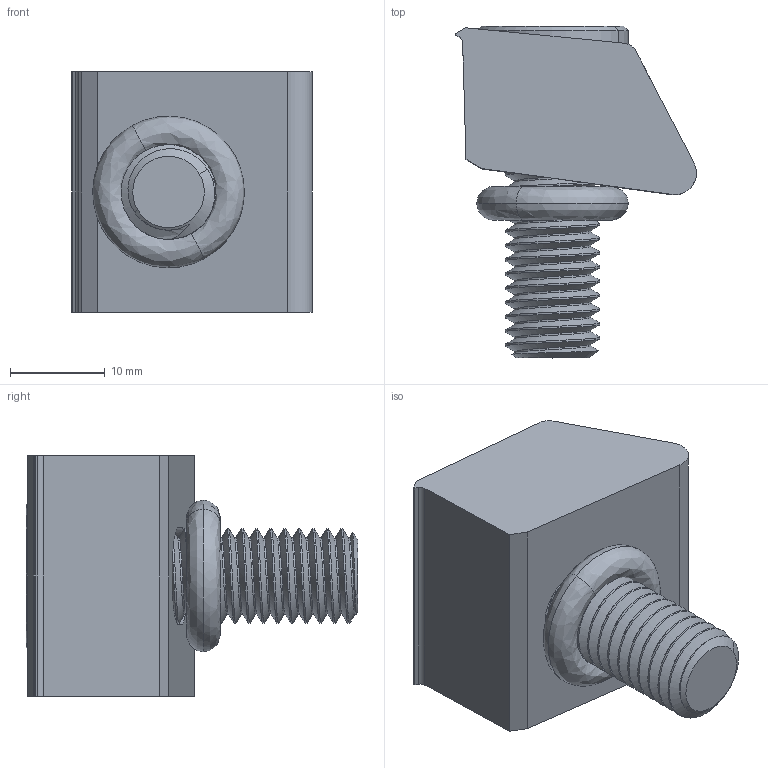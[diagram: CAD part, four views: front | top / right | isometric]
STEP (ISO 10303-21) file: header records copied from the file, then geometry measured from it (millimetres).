
FILE_DESCRIPTION (( 'STEP AP203' ), '1' );
FILE_NAME ('MiteeBite-56070.STEP', '2016-06-23T18:17:00', ( 'tkrafton' ), ( 'Microsoft' ), 'SwSTEP 2.0', 'SolidWorks 2016', '' );
FILE_SCHEMA (( 'CONFIG_CONTROL_DESIGN' ));
Length unit declared in the file: inch
Products named in the file (4): m10_91290A520; MiteeBite-56070; SW3dPS-56070_26070; SW3dPS-56070_oring
Assembly tree (3 placements, depth 2):
  MiteeBite-56070
    SW3dPS-56070_26070
    SW3dPS-56070_oring
    m10_91290A520
Bounding box: 25.4 x 35 x 25.4 mm (x, y, z)
Volume: 9023.1 mm3; surface area: 5661.6 mm2
Topology: 3 solids, 3 shells, 125 faces, 337 edges, 218 vertices
Faces by surface type: cylinder 79, plane 24, cone 16, bspline 6
Entity records: 6045 total; most frequent: CARTESIAN_POINT 2913, ORIENTED_EDGE 674, DIRECTION 481, EDGE_CURVE 337, VERTEX_POINT 218, AXIS2_PLACEMENT_3D 174, LINE 133, VECTOR 133
